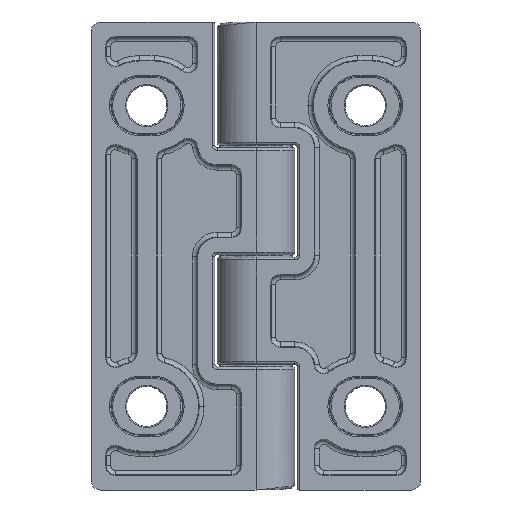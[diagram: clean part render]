
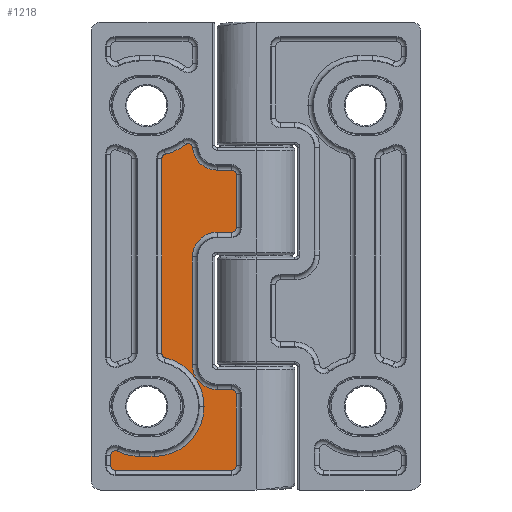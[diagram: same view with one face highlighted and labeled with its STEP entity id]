
A CAD part, front view. The second image highlights one B-rep face of the part: STEP entity #1218.
In plain terms, the highlighted planar face has unit normal (0, -1, 0).
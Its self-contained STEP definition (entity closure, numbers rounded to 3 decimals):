
#1218=ADVANCED_FACE('NONE',(#3065),#3066,.T.);
#3065=FACE_OUTER_BOUND('',#5919,.T.);
#3066=PLANE('',#5920);
#5919=EDGE_LOOP('',(#11249,#11250,#11251,#11252,#11253,#11254,#11255,#11256,#11257,#11258,#11259,#11260,#11261,#11262,#11263,#11264,#11265,#11266,#11267,#11268,#11269,#11270,#11271,#11272,#11273,#11274));
#5920=AXIS2_PLACEMENT_3D('',#11275,#11276,#11277);
#11249=ORIENTED_EDGE('',*,*,#17230,.T.);
#11250=ORIENTED_EDGE('',*,*,#17231,.T.);
#11251=ORIENTED_EDGE('',*,*,#17232,.T.);
#11252=ORIENTED_EDGE('',*,*,#17233,.T.);
#11253=ORIENTED_EDGE('',*,*,#16708,.T.);
#11254=ORIENTED_EDGE('',*,*,#17234,.T.);
#11255=ORIENTED_EDGE('',*,*,#17235,.T.);
#11256=ORIENTED_EDGE('',*,*,#17236,.T.);
#11257=ORIENTED_EDGE('',*,*,#17237,.T.);
#11258=ORIENTED_EDGE('',*,*,#17238,.T.);
#11259=ORIENTED_EDGE('',*,*,#17239,.T.);
#11260=ORIENTED_EDGE('',*,*,#17240,.T.);
#11261=ORIENTED_EDGE('',*,*,#17241,.T.);
#11262=ORIENTED_EDGE('',*,*,#17242,.T.);
#11263=ORIENTED_EDGE('',*,*,#17243,.T.);
#11264=ORIENTED_EDGE('',*,*,#17244,.T.);
#11265=ORIENTED_EDGE('',*,*,#17245,.T.);
#11266=ORIENTED_EDGE('',*,*,#17246,.T.);
#11267=ORIENTED_EDGE('',*,*,#17247,.T.);
#11268=ORIENTED_EDGE('',*,*,#17248,.T.);
#11269=ORIENTED_EDGE('',*,*,#17249,.T.);
#11270=ORIENTED_EDGE('',*,*,#17250,.T.);
#11271=ORIENTED_EDGE('',*,*,#17251,.T.);
#11272=ORIENTED_EDGE('',*,*,#17252,.T.);
#11273=ORIENTED_EDGE('',*,*,#17253,.T.);
#11274=ORIENTED_EDGE('',*,*,#17254,.T.);
#11275=CARTESIAN_POINT('',(-32.589,-5.,-47.8));
#11276=DIRECTION('',(0.,-1.0,0.0));
#11277=DIRECTION('',(0.0,0.0,1.0));
#16708=EDGE_CURVE('NONE',#19422,#19426,#19428,.T.);
#17230=EDGE_CURVE('NONE',#20185,#20186,#20187,.T.);
#17231=EDGE_CURVE('NONE',#20186,#20188,#20189,.T.);
#17232=EDGE_CURVE('NONE',#20188,#20190,#20191,.T.);
#17233=EDGE_CURVE('NONE',#20190,#19422,#20192,.T.);
#17234=EDGE_CURVE('NONE',#19426,#20193,#20194,.T.);
#17235=EDGE_CURVE('NONE',#20193,#20195,#20196,.T.);
#17236=EDGE_CURVE('NONE',#20195,#20197,#20198,.T.);
#17237=EDGE_CURVE('NONE',#20197,#20199,#20200,.T.);
#17238=EDGE_CURVE('NONE',#20199,#20201,#20202,.T.);
#17239=EDGE_CURVE('NONE',#20201,#20203,#20204,.T.);
#17240=EDGE_CURVE('NONE',#20203,#20205,#20206,.T.);
#17241=EDGE_CURVE('NONE',#20205,#20207,#20208,.T.);
#17242=EDGE_CURVE('NONE',#20207,#20209,#20210,.T.);
#17243=EDGE_CURVE('NONE',#20209,#20211,#20212,.T.);
#17244=EDGE_CURVE('NONE',#20211,#20213,#20214,.T.);
#17245=EDGE_CURVE('NONE',#20213,#20215,#20216,.T.);
#17246=EDGE_CURVE('NONE',#20215,#20217,#20218,.T.);
#17247=EDGE_CURVE('NONE',#20217,#20219,#20220,.T.);
#17248=EDGE_CURVE('NONE',#20219,#20221,#20222,.T.);
#17249=EDGE_CURVE('NONE',#20221,#20223,#20224,.T.);
#17250=EDGE_CURVE('NONE',#20223,#20225,#20226,.T.);
#17251=EDGE_CURVE('NONE',#20225,#20227,#20228,.T.);
#17252=EDGE_CURVE('NONE',#20227,#20229,#20230,.T.);
#17253=EDGE_CURVE('NONE',#20229,#20231,#20232,.T.);
#17254=EDGE_CURVE('NONE',#20231,#20185,#20233,.T.);
#19422=VERTEX_POINT('',#23252);
#19426=VERTEX_POINT('NONE',#23256);
#19428=CIRCLE('',#23258,10.299);
#20185=VERTEX_POINT('NONE',#24500);
#20186=VERTEX_POINT('NONE',#24501);
#20187=CIRCLE('',#24502,0.894);
#20188=VERTEX_POINT('NONE',#24503);
#20189=LINE('',#24504,#24505);
#20190=VERTEX_POINT('NONE',#24506);
#20191=CIRCLE('',#24507,0.894);
#20192=CIRCLE('',#24508,10.299);
#20193=VERTEX_POINT('NONE',#24509);
#20194=LINE('',#24510,#24511);
#20195=VERTEX_POINT('NONE',#24512);
#20196=CIRCLE('',#24513,10.299);
#20197=VERTEX_POINT('NONE',#24514);
#20198=CIRCLE('',#24515,0.894);
#20199=VERTEX_POINT('NONE',#24516);
#20200=LINE('',#24517,#24518);
#20201=VERTEX_POINT('NONE',#24519);
#20202=CIRCLE('',#24520,0.894);
#20203=VERTEX_POINT('NONE',#24521);
#20204=LINE('',#24522,#24523);
#20205=VERTEX_POINT('NONE',#24524);
#20206=CIRCLE('',#24525,0.894);
#20207=VERTEX_POINT('NONE',#24526);
#20208=LINE('',#24527,#24528);
#20209=VERTEX_POINT('NONE',#24529);
#20210=CIRCLE('',#24530,0.894);
#20211=VERTEX_POINT('NONE',#24531);
#20212=LINE('',#24532,#24533);
#20213=VERTEX_POINT('NONE',#24534);
#20214=CIRCLE('',#24535,5.106);
#20215=VERTEX_POINT('NONE',#24536);
#20216=LINE('',#24537,#24538);
#20217=VERTEX_POINT('NONE',#24539);
#20218=CIRCLE('',#24540,5.106);
#20219=VERTEX_POINT('NONE',#24541);
#20220=LINE('',#24542,#24543);
#20221=VERTEX_POINT('NONE',#24544);
#20222=CIRCLE('',#24545,0.894);
#20223=VERTEX_POINT('NONE',#24546);
#20224=LINE('',#24547,#24548);
#20225=VERTEX_POINT('NONE',#24549);
#20226=CIRCLE('',#24550,0.894);
#20227=VERTEX_POINT('NONE',#24551);
#20228=LINE('',#24552,#24553);
#20229=VERTEX_POINT('NONE',#24554);
#20230=CIRCLE('',#24555,5.106);
#20231=VERTEX_POINT('NONE',#24556);
#20232=CIRCLE('',#24557,0.894);
#20233=CIRCLE('',#24558,10.299);
#23252=CARTESIAN_POINT('',(-10.701,-5.0,-31.0));
#23256=CARTESIAN_POINT('',(-21.0,-5.0,-41.299));
#23258=AXIS2_PLACEMENT_3D('',#29130,#29131,#29132);
#24500=CARTESIAN_POINT('',(-18.7,-5.0,20.961));
#24501=CARTESIAN_POINT('',(-19.394,-5.0,20.09));
#24502=AXIS2_PLACEMENT_3D('',#29881,#29882,#29883);
#24503=CARTESIAN_POINT('',(-19.394,-5.0,-20.09));
#24504=CARTESIAN_POINT('',(-19.394,-5.0,-47.8));
#24505=VECTOR('',#29884,1000.0);
#24506=CARTESIAN_POINT('',(-18.7,-5.0,-20.961));
#24507=AXIS2_PLACEMENT_3D('',#29885,#29886,#29887);
#24508=AXIS2_PLACEMENT_3D('',#29888,#29889,#29890);
#24509=CARTESIAN_POINT('',(-24.0,-5.0,-41.299));
#24510=CARTESIAN_POINT('',(-32.589,-5.,-41.299));
#24511=VECTOR('',#29891,1000.0);
#24512=CARTESIAN_POINT('',(-28.601,-5.0,-40.215));
#24513=AXIS2_PLACEMENT_3D('',#29892,#29893,#29894);
#24514=CARTESIAN_POINT('',(-29.894,-5.,-41.014));
#24515=AXIS2_PLACEMENT_3D('',#29895,#29896,#29897);
#24516=CARTESIAN_POINT('',(-29.894,-5.,-43.219));
#24517=CARTESIAN_POINT('',(-29.894,-5.,-47.8));
#24518=VECTOR('',#29898,1000.0);
#24519=CARTESIAN_POINT('',(-29.0,-5.0,-44.113));
#24520=AXIS2_PLACEMENT_3D('',#29899,#29900,#29901);
#24521=CARTESIAN_POINT('',(-5.,-5.0,-44.113));
#24522=CARTESIAN_POINT('',(-32.589,-5.,-44.113));
#24523=VECTOR('',#29902,1000.0);
#24524=CARTESIAN_POINT('',(-4.106,-5.0,-43.219));
#24525=AXIS2_PLACEMENT_3D('',#29903,#29904,#29905);
#24526=CARTESIAN_POINT('',(-4.106,-5.0,-28.4));
#24527=CARTESIAN_POINT('',(-4.106,-5.0,-47.8));
#24528=VECTOR('',#29906,1000.0);
#24529=CARTESIAN_POINT('',(-5.0,-5.0,-27.506));
#24530=AXIS2_PLACEMENT_3D('',#29907,#29908,#29909);
#24531=CARTESIAN_POINT('',(-8.,-5.0,-27.506));
#24532=CARTESIAN_POINT('',(-32.589,-5.,-27.506));
#24533=VECTOR('',#29910,1000.0);
#24534=CARTESIAN_POINT('',(-13.106,-5.0,-22.4));
#24535=AXIS2_PLACEMENT_3D('',#29911,#29912,#29913);
#24536=CARTESIAN_POINT('',(-13.106,-5.0,-0.2));
#24537=CARTESIAN_POINT('',(-13.106,-5.0,-47.8));
#24538=VECTOR('',#29914,1000.0);
#24539=CARTESIAN_POINT('',(-8.0,-5.0,4.906));
#24540=AXIS2_PLACEMENT_3D('',#29915,#29916,#29917);
#24541=CARTESIAN_POINT('',(-5.0,-5.0,4.906));
#24542=CARTESIAN_POINT('',(-32.589,-5.,4.906));
#24543=VECTOR('',#29918,1000.0);
#24544=CARTESIAN_POINT('',(-4.106,-5.0,5.8));
#24545=AXIS2_PLACEMENT_3D('',#29919,#29920,#29921);
#24546=CARTESIAN_POINT('',(-4.106,-5.0,16.8));
#24547=CARTESIAN_POINT('',(-4.106,-5.0,-47.8));
#24548=VECTOR('',#29922,1000.0);
#24549=CARTESIAN_POINT('',(-5.,-5.0,17.694));
#24550=AXIS2_PLACEMENT_3D('',#29923,#29924,#29925);
#24551=CARTESIAN_POINT('',(-8.,-5.0,17.694));
#24552=CARTESIAN_POINT('',(-32.589,-5.,17.694));
#24553=VECTOR('',#29926,1000.0);
#24554=CARTESIAN_POINT('',(-13.087,-5.0,22.361));
#24555=AXIS2_PLACEMENT_3D('',#29927,#29928,#29929);
#24556=CARTESIAN_POINT('',(-14.538,-5.0,22.98));
#24557=AXIS2_PLACEMENT_3D('',#29930,#29931,#29932);
#24558=AXIS2_PLACEMENT_3D('',#29933,#29934,#29935);
#29130=CARTESIAN_POINT('',(-21.0,-5.0,-31.0));
#29131=DIRECTION('',(0.,1.0,0.0));
#29132=DIRECTION('',(-1.0,0.,0.0));
#29881=CARTESIAN_POINT('',(-18.5,-5.0,20.09));
#29882=DIRECTION('',(0.,-1.0,0.0));
#29883=DIRECTION('',(-1.0,0.,0.0));
#29884=DIRECTION('',(0.,0.,-1.0));
#29885=CARTESIAN_POINT('',(-18.5,-5.0,-20.09));
#29886=DIRECTION('',(0.,-1.0,0.0));
#29887=DIRECTION('',(-1.0,0.,0.0));
#29888=CARTESIAN_POINT('',(-21.0,-5.0,-31.0));
#29889=DIRECTION('',(0.,1.0,0.0));
#29890=DIRECTION('',(-1.0,0.,0.0));
#29891=DIRECTION('',(-1.0,0.,0.));
#29892=CARTESIAN_POINT('',(-24.0,-5.0,-31.0));
#29893=DIRECTION('',(0.,1.0,0.));
#29894=DIRECTION('',(-1.0,0.,0.));
#29895=CARTESIAN_POINT('',(-29.0,-5.0,-41.014));
#29896=DIRECTION('',(0.,-1.0,0.0));
#29897=DIRECTION('',(-1.0,0.,0.0));
#29898=DIRECTION('',(0.0,0.0,-1.0));
#29899=CARTESIAN_POINT('',(-29.0,-5.0,-43.219));
#29900=DIRECTION('',(0.,-1.0,0.0));
#29901=DIRECTION('',(-1.0,0.,0.0));
#29902=DIRECTION('',(1.0,0.,0.));
#29903=CARTESIAN_POINT('',(-5.0,-5.0,-43.219));
#29904=DIRECTION('',(0.,-1.0,0.0));
#29905=DIRECTION('',(-1.0,0.,0.0));
#29906=DIRECTION('',(0.,0.,1.0));
#29907=CARTESIAN_POINT('',(-5.0,-5.0,-28.4));
#29908=DIRECTION('',(0.,-1.0,0.0));
#29909=DIRECTION('',(-1.0,0.,0.0));
#29910=DIRECTION('',(-1.0,0.,0.));
#29911=CARTESIAN_POINT('',(-8.0,-5.0,-22.4));
#29912=DIRECTION('',(0.,1.0,0.));
#29913=DIRECTION('',(-1.0,0.,0.));
#29914=DIRECTION('',(0.0,-0.0,1.0));
#29915=CARTESIAN_POINT('',(-8.0,-5.0,-0.2));
#29916=DIRECTION('',(0.,1.0,0.0));
#29917=DIRECTION('',(-1.0,0.,0.0));
#29918=DIRECTION('',(1.0,0.,0.));
#29919=CARTESIAN_POINT('',(-5.0,-5.0,5.8));
#29920=DIRECTION('',(0.,-1.0,0.0));
#29921=DIRECTION('',(-1.0,0.,0.0));
#29922=DIRECTION('',(0.0,-0.0,1.0));
#29923=CARTESIAN_POINT('',(-5.0,-5.0,16.8));
#29924=DIRECTION('',(0.,-1.0,0.0));
#29925=DIRECTION('',(-1.0,0.,0.0));
#29926=DIRECTION('',(-1.0,0.,0.));
#29927=CARTESIAN_POINT('',(-8.0,-5.0,22.8));
#29928=DIRECTION('',(0.,1.0,0.));
#29929=DIRECTION('',(-1.0,0.,0.));
#29930=CARTESIAN_POINT('',(-13.978,-5.0,22.284));
#29931=DIRECTION('',(0.,-1.0,0.0));
#29932=DIRECTION('',(-1.0,0.,0.0));
#29933=CARTESIAN_POINT('',(-21.0,-5.0,31.0));
#29934=DIRECTION('',(0.,1.0,0.));
#29935=DIRECTION('',(-1.0,0.,0.));
